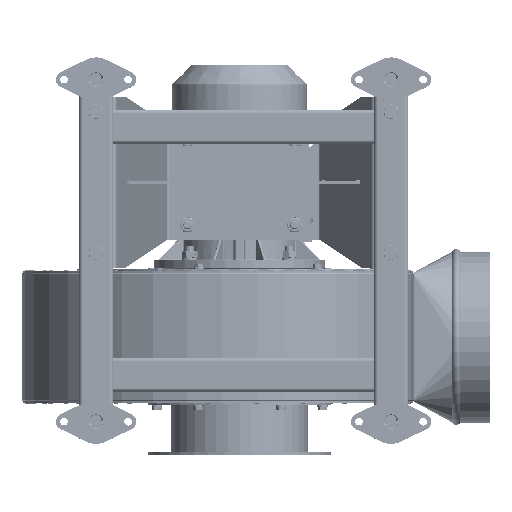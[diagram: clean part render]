
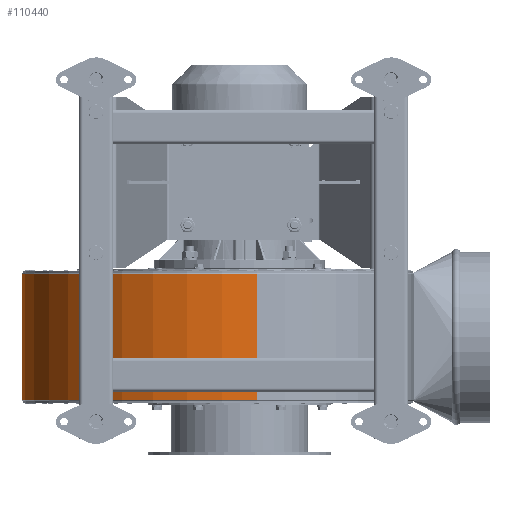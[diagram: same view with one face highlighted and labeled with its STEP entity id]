
A CAD part, front view. The second image highlights one B-rep face of the part: STEP entity #110440.
In plain terms, the highlighted cylindrical face has radius 241.05 mm (diameter 482.1 mm), a partial arc.
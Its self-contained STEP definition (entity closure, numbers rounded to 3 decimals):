
#14568=FACE_OUTER_BOUND('',#21708,.T.);
#21708=EDGE_LOOP('',(#95615,#95616,#95617,#95618));
#30268=LINE('',#202578,#38202);
#30269=LINE('',#202580,#38203);
#38202=VECTOR('',#145232,10.);
#38203=VECTOR('',#145235,10.);
#41986=CIRCLE('',#119493,241.05);
#41997=CIRCLE('',#119512,241.05);
#51581=VERTEX_POINT('',#202522);
#51582=VERTEX_POINT('',#202526);
#51587=VERTEX_POINT('',#202550);
#51588=VERTEX_POINT('',#202554);
#66354=EDGE_CURVE('',#51582,#51581,#41986,.T.);
#66368=EDGE_CURVE('',#51587,#51588,#41997,.T.);
#66379=EDGE_CURVE('',#51582,#51588,#30268,.T.);
#66380=EDGE_CURVE('',#51581,#51587,#30269,.T.);
#95615=ORIENTED_EDGE('',*,*,#66354,.F.);
#95616=ORIENTED_EDGE('',*,*,#66379,.T.);
#95617=ORIENTED_EDGE('',*,*,#66368,.F.);
#95618=ORIENTED_EDGE('',*,*,#66380,.F.);
#98343=CYLINDRICAL_SURFACE('',#119527,241.05);
#110440=ADVANCED_FACE('',(#14568),#98343,.T.);
#119493=AXIS2_PLACEMENT_3D('',#202528,#145157,#145158);
#119512=AXIS2_PLACEMENT_3D('',#202556,#145198,#145199);
#119527=AXIS2_PLACEMENT_3D('',#202579,#145233,#145234);
#145157=DIRECTION('center_axis',(0.,0.,
-1.));
#145158=DIRECTION('ref_axis',(-0.655,-0.755,0.));
#145198=DIRECTION('center_axis',(0.,0.,
1.));
#145199=DIRECTION('ref_axis',(-0.655,-0.755,0.));
#145232=DIRECTION('',(0.,0.,1.));
#145233=DIRECTION('center_axis',(0.,0.,
1.));
#145234=DIRECTION('ref_axis',(-1.,0.,0.));
#145235=DIRECTION('',(0.,0.,1.));
#202522=CARTESIAN_POINT('',(-254.35,17.,-148.125));
#202526=CARTESIAN_POINT('',(20.654,-221.647,-148.125));
#202528=CARTESIAN_POINT('Origin',(-13.3,17.,-148.125));
#202550=CARTESIAN_POINT('',(-254.35,17.,-1.875));
#202554=CARTESIAN_POINT('',(20.654,-221.647,-1.875));
#202556=CARTESIAN_POINT('Origin',(-13.3,17.,-1.875));
#202578=CARTESIAN_POINT('',(20.654,-221.647,0.));
#202579=CARTESIAN_POINT('Origin',(-13.3,17.,-75.));
#202580=CARTESIAN_POINT('',(-254.35,17.,0.));
